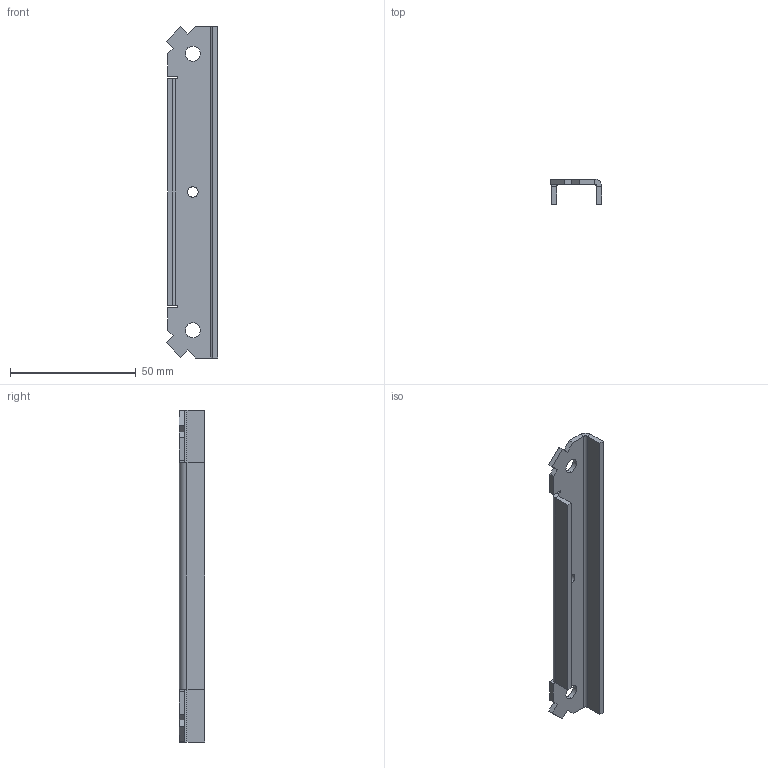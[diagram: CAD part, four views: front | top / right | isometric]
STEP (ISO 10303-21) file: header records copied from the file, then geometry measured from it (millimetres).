
FILE_DESCRIPTION (( 'STEP AP214' ), '1' );
FILE_NAME ('SB ARCA 20.STEP', '2013-10-14T10:48:08', ( 'KennethW' ), ( 'Microsoft' ), 'SwSTEP 2.0', 'SolidWorks 2013', '' );
FILE_SCHEMA (( 'AUTOMOTIVE_DESIGN' ));
Length unit declared in the file: millimetre
Products named in the file (1): SB ARCA 20
Bounding box: 20.67 x 10 x 132 mm (x, y, z)
Volume: 8180.1 mm3; surface area: 8985.2 mm2
Topology: 1 solids, 1 shells, 46 faces, 116 edges, 72 vertices
Faces by surface type: plane 36, cylinder 10
Entity records: 1398 total; most frequent: CARTESIAN_POINT 235, ORIENTED_EDGE 232, DIRECTION 230, EDGE_CURVE 116, VECTOR 96, LINE 96, VERTEX_POINT 72, AXIS2_PLACEMENT_3D 67
